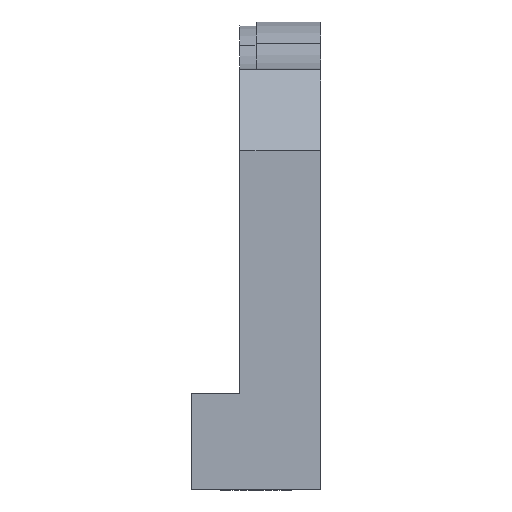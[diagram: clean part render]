
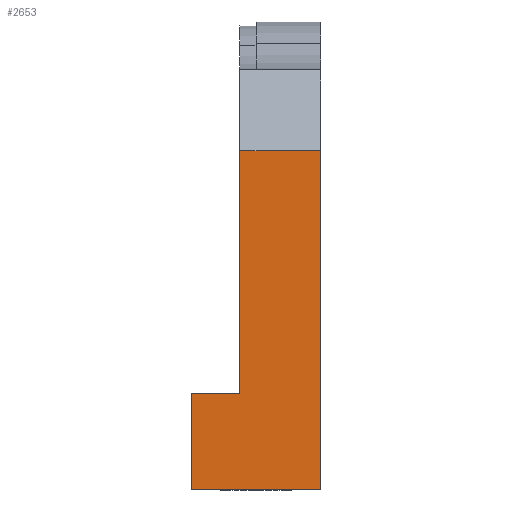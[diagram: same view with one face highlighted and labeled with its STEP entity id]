
A CAD part, front view. The second image highlights one B-rep face of the part: STEP entity #2653.
In plain terms, the highlighted planar face has unit normal (0, -1, 0).
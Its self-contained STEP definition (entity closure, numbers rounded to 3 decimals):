
#152 = CARTESIAN_POINT ( 'NONE',  ( -5., 0., 21.05 ) ) ;
#180 = AXIS2_PLACEMENT_3D ( 'NONE', #3181, #4648, #2102 ) ;
#221 = ORIENTED_EDGE ( 'NONE', *, *, #1183, .T. ) ;
#301 = EDGE_CURVE ( 'NONE', #3427, #4387, #1948, .T. ) ;
#633 = VERTEX_POINT ( 'NONE', #3205 ) ;
#782 = CARTESIAN_POINT ( 'NONE',  ( -8., 0., 6. ) ) ;
#810 = CARTESIAN_POINT ( 'NONE',  ( -8., 0., 0. ) ) ;
#847 = DIRECTION ( 'NONE',  ( 1., 0., 0. ) ) ;
#1183 = EDGE_CURVE ( 'NONE', #4387, #2096, #3146, .T. ) ;
#1376 = ORIENTED_EDGE ( 'NONE', *, *, #301, .T. ) ;
#1399 = CARTESIAN_POINT ( 'NONE',  ( -8., 0., 0. ) ) ;
#1424 = DIRECTION ( 'NONE',  ( -1., 0., 0. ) ) ;
#1429 = EDGE_CURVE ( 'NONE', #4237, #2096, #2109, .T. ) ;
#1633 = VECTOR ( 'NONE', #1675, 1000. ) ;
#1675 = DIRECTION ( 'NONE',  ( 1., 0., 0. ) ) ;
#1730 = DIRECTION ( 'NONE',  ( 0., 0., 1. ) ) ;
#1755 = DIRECTION ( 'NONE',  ( 0., 0., -1. ) ) ;
#1759 = EDGE_CURVE ( 'NONE', #2105, #633, #4732, .T. ) ;
#1873 = CARTESIAN_POINT ( 'NONE',  ( 0., 0., 26.05 ) ) ;
#1948 = LINE ( 'NONE', #4720, #4659 ) ;
#2057 = FACE_OUTER_BOUND ( 'NONE', #4061, .T. ) ;
#2096 = VERTEX_POINT ( 'NONE', #3755 ) ;
#2102 = DIRECTION ( 'NONE',  ( 0., 0., -1. ) ) ;
#2105 = VERTEX_POINT ( 'NONE', #810 ) ;
#2109 = LINE ( 'NONE', #3439, #4533 ) ;
#2271 = ORIENTED_EDGE ( 'NONE', *, *, #1429, .F. ) ;
#2486 = LINE ( 'NONE', #1873, #4030 ) ;
#2541 = CARTESIAN_POINT ( 'NONE',  ( 0., 0., 21.05 ) ) ;
#2653 = ADVANCED_FACE ( 'NONE', ( #2057 ), #3583, .T. ) ;
#2783 = CARTESIAN_POINT ( 'NONE',  ( -5., 0., 26.05 ) ) ;
#3146 = LINE ( 'NONE', #2783, #3889 ) ;
#3179 = CARTESIAN_POINT ( 'NONE',  ( -5., 0., 0. ) ) ;
#3181 = CARTESIAN_POINT ( 'NONE',  ( -5., 0., 26.05 ) ) ;
#3205 = CARTESIAN_POINT ( 'NONE',  ( 0., 0., 0. ) ) ;
#3338 = EDGE_CURVE ( 'NONE', #2105, #4237, #4699, .T. ) ;
#3427 = VERTEX_POINT ( 'NONE', #2541 ) ;
#3439 = CARTESIAN_POINT ( 'NONE',  ( -8., 0., 6. ) ) ;
#3583 = PLANE ( 'NONE',  #180 ) ;
#3651 = ORIENTED_EDGE ( 'NONE', *, *, #4144, .F. ) ;
#3755 = CARTESIAN_POINT ( 'NONE',  ( -5., 0., 6. ) ) ;
#3889 = VECTOR ( 'NONE', #1755, 1000. ) ;
#4002 = ORIENTED_EDGE ( 'NONE', *, *, #1759, .T. ) ;
#4030 = VECTOR ( 'NONE', #4099, 1000. ) ;
#4061 = EDGE_LOOP ( 'NONE', ( #3651, #1376, #221, #2271, #4333, #4002 ) ) ;
#4099 = DIRECTION ( 'NONE',  ( 0., 0., -1. ) ) ;
#4144 = EDGE_CURVE ( 'NONE', #3427, #633, #2486, .T. ) ;
#4237 = VERTEX_POINT ( 'NONE', #782 ) ;
#4292 = VECTOR ( 'NONE', #1730, 1000. ) ;
#4333 = ORIENTED_EDGE ( 'NONE', *, *, #3338, .F. ) ;
#4387 = VERTEX_POINT ( 'NONE', #152 ) ;
#4533 = VECTOR ( 'NONE', #847, 1000. ) ;
#4648 = DIRECTION ( 'NONE',  ( 0., -1., 0. ) ) ;
#4659 = VECTOR ( 'NONE', #1424, 1000. ) ;
#4699 = LINE ( 'NONE', #1399, #4292 ) ;
#4720 = CARTESIAN_POINT ( 'NONE',  ( -5., 0., 21.05 ) ) ;
#4732 = LINE ( 'NONE', #3179, #1633 ) ;
